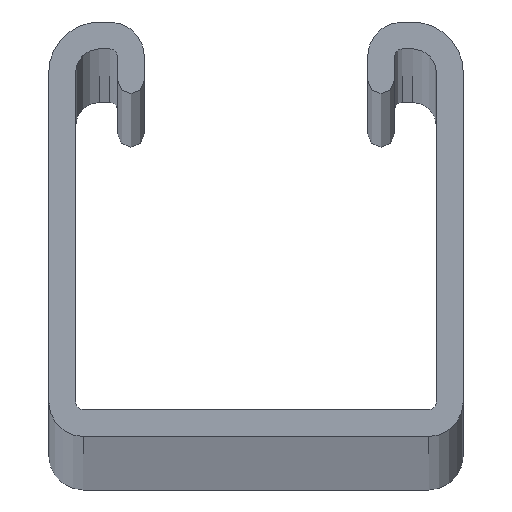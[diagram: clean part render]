
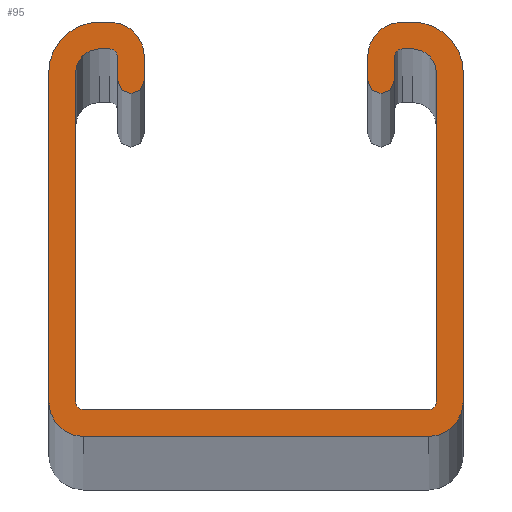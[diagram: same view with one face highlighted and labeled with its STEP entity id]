
A CAD part, top view. The second image highlights one B-rep face of the part: STEP entity #95.
In plain terms, the highlighted planar face has unit normal (0, 0, 1).
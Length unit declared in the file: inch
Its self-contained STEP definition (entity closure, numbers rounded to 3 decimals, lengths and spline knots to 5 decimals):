
#95=ADVANCED_FACE('',(#193),#194,.T.);
#193=FACE_OUTER_BOUND('',#291,.T.);
#194=PLANE('',#292);
#291=EDGE_LOOP('',(#483,#484,#485,#486,#487,#488,#489,#490,#491,#492,#493,#494,#495,#496,#497,#498,#499,#500,#501,#502,#503,#504,#505,#506,#507,#508,#509,#510));
#292=AXIS2_PLACEMENT_3D('',#511,#512,#513);
#483=ORIENTED_EDGE('',*,*,#698,.F.);
#484=ORIENTED_EDGE('',*,*,#661,.F.);
#485=ORIENTED_EDGE('',*,*,#699,.F.);
#486=ORIENTED_EDGE('',*,*,#691,.F.);
#487=ORIENTED_EDGE('',*,*,#656,.F.);
#488=ORIENTED_EDGE('',*,*,#688,.F.);
#489=ORIENTED_EDGE('',*,*,#635,.F.);
#490=ORIENTED_EDGE('',*,*,#644,.F.);
#491=ORIENTED_EDGE('',*,*,#680,.F.);
#492=ORIENTED_EDGE('',*,*,#675,.F.);
#493=ORIENTED_EDGE('',*,*,#700,.F.);
#494=ORIENTED_EDGE('',*,*,#666,.F.);
#495=ORIENTED_EDGE('',*,*,#640,.F.);
#496=ORIENTED_EDGE('',*,*,#621,.F.);
#497=ORIENTED_EDGE('',*,*,#626,.F.);
#498=ORIENTED_EDGE('',*,*,#701,.F.);
#499=ORIENTED_EDGE('',*,*,#648,.F.);
#500=ORIENTED_EDGE('',*,*,#612,.F.);
#501=ORIENTED_EDGE('',*,*,#617,.F.);
#502=ORIENTED_EDGE('',*,*,#702,.F.);
#503=ORIENTED_EDGE('',*,*,#703,.F.);
#504=ORIENTED_EDGE('',*,*,#704,.F.);
#505=ORIENTED_EDGE('',*,*,#683,.F.);
#506=ORIENTED_EDGE('',*,*,#695,.F.);
#507=ORIENTED_EDGE('',*,*,#670,.F.);
#508=ORIENTED_EDGE('',*,*,#705,.F.);
#509=ORIENTED_EDGE('',*,*,#652,.F.);
#510=ORIENTED_EDGE('',*,*,#630,.F.);
#511=CARTESIAN_POINT('',(0.8125,0.71697,120.0));
#512=DIRECTION('',(0.0,0.0,1.0));
#513=DIRECTION('',(1.0,0.0,0.0));
#612=EDGE_CURVE('',#727,#728,#729,.T.);
#617=EDGE_CURVE('',#736,#727,#737,.T.);
#621=EDGE_CURVE('',#742,#743,#744,.T.);
#626=EDGE_CURVE('',#751,#742,#752,.T.);
#630=EDGE_CURVE('',#757,#758,#759,.T.);
#635=EDGE_CURVE('',#766,#767,#768,.T.);
#640=EDGE_CURVE('',#743,#775,#776,.T.);
#644=EDGE_CURVE('',#781,#766,#782,.T.);
#648=EDGE_CURVE('',#728,#787,#788,.T.);
#652=EDGE_CURVE('',#758,#793,#794,.T.);
#656=EDGE_CURVE('',#799,#800,#801,.T.);
#661=EDGE_CURVE('',#808,#809,#810,.T.);
#666=EDGE_CURVE('',#775,#817,#818,.T.);
#670=EDGE_CURVE('',#823,#824,#825,.T.);
#675=EDGE_CURVE('',#832,#833,#834,.T.);
#680=EDGE_CURVE('',#833,#781,#841,.T.);
#683=EDGE_CURVE('',#844,#845,#846,.T.);
#688=EDGE_CURVE('',#767,#799,#853,.T.);
#691=EDGE_CURVE('',#800,#856,#857,.T.);
#695=EDGE_CURVE('',#824,#844,#862,.T.);
#698=EDGE_CURVE('',#809,#757,#865,.T.);
#699=EDGE_CURVE('',#856,#808,#866,.T.);
#700=EDGE_CURVE('',#817,#832,#867,.T.);
#701=EDGE_CURVE('',#787,#751,#868,.T.);
#702=EDGE_CURVE('',#869,#736,#870,.T.);
#703=EDGE_CURVE('',#871,#869,#872,.T.);
#704=EDGE_CURVE('',#845,#871,#873,.T.);
#705=EDGE_CURVE('',#793,#823,#874,.T.);
#727=VERTEX_POINT('',#898);
#728=VERTEX_POINT('',#899);
#729=LINE('',#900,#901);
#736=VERTEX_POINT('',#911);
#737=CIRCLE('',#912,0.13625);
#742=VERTEX_POINT('',#918);
#743=VERTEX_POINT('',#919);
#744=LINE('',#920,#921);
#751=VERTEX_POINT('',#931);
#752=CIRCLE('',#932,0.19875);
#757=VERTEX_POINT('',#938);
#758=VERTEX_POINT('',#939);
#759=LINE('',#940,#941);
#766=VERTEX_POINT('',#951);
#767=VERTEX_POINT('',#952);
#768=CIRCLE('',#953,0.09375);
#775=VERTEX_POINT('',#962);
#776=CIRCLE('',#963,0.13625);
#781=VERTEX_POINT('',#969);
#782=LINE('',#970,#971);
#787=VERTEX_POINT('',#978);
#788=CIRCLE('',#979,0.13625);
#793=VERTEX_POINT('',#985);
#794=CIRCLE('',#986,0.03125);
#799=VERTEX_POINT('',#992);
#800=VERTEX_POINT('',#993);
#801=CIRCLE('',#994,0.03125);
#808=VERTEX_POINT('',#1003);
#809=VERTEX_POINT('',#1004);
#810=LINE('',#1005,#1006);
#817=VERTEX_POINT('',#1016);
#818=LINE('',#1017,#1018);
#823=VERTEX_POINT('',#1025);
#824=VERTEX_POINT('',#1026);
#825=CIRCLE('',#1027,0.0525);
#832=VERTEX_POINT('',#1036);
#833=VERTEX_POINT('',#1037);
#834=LINE('',#1038,#1039);
#841=CIRCLE('',#1049,0.03125);
#844=VERTEX_POINT('',#1052);
#845=VERTEX_POINT('',#1053);
#846=CIRCLE('',#1054,0.13625);
#853=LINE('',#1063,#1064);
#856=VERTEX_POINT('',#1068);
#857=LINE('',#1069,#1070);
#862=LINE('',#1077,#1078);
#865=CIRCLE('',#1082,0.09375);
#866=CIRCLE('',#1083,0.03125);
#867=CIRCLE('',#1084,0.0525);
#868=LINE('',#1085,#1086);
#869=VERTEX_POINT('',#1087);
#870=LINE('',#1088,#1089);
#871=VERTEX_POINT('',#1090);
#872=CIRCLE('',#1091,0.19875);
#873=LINE('',#1092,#1093);
#874=LINE('',#1094,#1095);
#898=CARTESIAN_POINT('',(1.48875,0.0,120.0));
#899=CARTESIAN_POINT('',(0.13625,0.0,120.0));
#900=CARTESIAN_POINT('',(0.13625,0.0,120.0));
#901=VECTOR('',#1124,1.0);
#911=CARTESIAN_POINT('',(1.625,0.13625,120.0));
#912=AXIS2_PLACEMENT_3D('',#1128,#1129,#1130);
#918=CARTESIAN_POINT('',(0.19875,1.625,120.0));
#919=CARTESIAN_POINT('',(0.23875,1.625,120.0));
#920=CARTESIAN_POINT('',(0.23875,1.625,120.0));
#921=VECTOR('',#1135,1.0);
#931=CARTESIAN_POINT('',(0.,1.42625,120.0));
#932=AXIS2_PLACEMENT_3D('',#1139,#1140,#1141);
#938=CARTESIAN_POINT('',(1.42625,1.52,120.0));
#939=CARTESIAN_POINT('',(1.38625,1.52,120.0));
#940=CARTESIAN_POINT('',(1.38625,1.52,120.0));
#941=VECTOR('',#1146,1.0);
#951=CARTESIAN_POINT('',(0.19875,1.52,120.0));
#952=CARTESIAN_POINT('',(0.105,1.42625,120.0));
#953=AXIS2_PLACEMENT_3D('',#1150,#1151,#1152);
#962=CARTESIAN_POINT('',(0.375,1.48875,120.0));
#963=AXIS2_PLACEMENT_3D('',#1158,#1159,#1160);
#969=CARTESIAN_POINT('',(0.23875,1.52,120.0));
#970=CARTESIAN_POINT('',(0.19875,1.52,120.0));
#971=VECTOR('',#1165,1.0);
#978=CARTESIAN_POINT('',(0.0,0.13625,120.0));
#979=AXIS2_PLACEMENT_3D('',#1168,#1169,#1170);
#985=CARTESIAN_POINT('',(1.355,1.48875,120.0));
#986=AXIS2_PLACEMENT_3D('',#1175,#1176,#1177);
#992=CARTESIAN_POINT('',(0.105,0.13625,120.0));
#993=CARTESIAN_POINT('',(0.13625,0.105,120.0));
#994=AXIS2_PLACEMENT_3D('',#1182,#1183,#1184);
#1003=CARTESIAN_POINT('',(1.52,0.13625,120.0));
#1004=CARTESIAN_POINT('',(1.52,1.42625,120.0));
#1005=CARTESIAN_POINT('',(1.52,1.42625,120.0));
#1006=VECTOR('',#1190,1.0);
#1016=CARTESIAN_POINT('',(0.375,1.3965,120.0));
#1017=CARTESIAN_POINT('',(0.375,1.3965,120.0));
#1018=VECTOR('',#1194,1.0);
#1025=CARTESIAN_POINT('',(1.355,1.3965,120.0));
#1026=CARTESIAN_POINT('',(1.25,1.3965,120.0));
#1027=AXIS2_PLACEMENT_3D('',#1197,#1198,#1199);
#1036=CARTESIAN_POINT('',(0.27,1.3965,120.0));
#1037=CARTESIAN_POINT('',(0.27,1.48875,120.0));
#1038=CARTESIAN_POINT('',(0.27,1.48875,120.0));
#1039=VECTOR('',#1205,1.0);
#1049=AXIS2_PLACEMENT_3D('',#1209,#1210,#1211);
#1052=CARTESIAN_POINT('',(1.25,1.48875,120.0));
#1053=CARTESIAN_POINT('',(1.38625,1.625,120.0));
#1054=AXIS2_PLACEMENT_3D('',#1215,#1216,#1217);
#1063=CARTESIAN_POINT('',(0.105,0.13625,120.0));
#1064=VECTOR('',#1223,1.0);
#1068=CARTESIAN_POINT('',(1.48875,0.105,120.0));
#1069=CARTESIAN_POINT('',(1.48875,0.105,120.0));
#1070=VECTOR('',#1225,1.0);
#1077=CARTESIAN_POINT('',(1.25,1.48875,120.0));
#1078=VECTOR('',#1228,1.0);
#1082=AXIS2_PLACEMENT_3D('',#1230,#1231,#1232);
#1083=AXIS2_PLACEMENT_3D('',#1233,#1234,#1235);
#1084=AXIS2_PLACEMENT_3D('',#1236,#1237,#1238);
#1085=CARTESIAN_POINT('',(0.,1.42625,120.0));
#1086=VECTOR('',#1239,1.0);
#1087=CARTESIAN_POINT('',(1.625,1.42625,120.0));
#1088=CARTESIAN_POINT('',(1.625,0.13625,120.0));
#1089=VECTOR('',#1240,1.0);
#1090=CARTESIAN_POINT('',(1.42625,1.625,120.0));
#1091=AXIS2_PLACEMENT_3D('',#1241,#1242,#1243);
#1092=CARTESIAN_POINT('',(1.42625,1.625,120.0));
#1093=VECTOR('',#1244,1.0);
#1094=CARTESIAN_POINT('',(1.355,1.3965,120.0));
#1095=VECTOR('',#1245,1.0);
#1124=DIRECTION('',(-1.0,-0.0,-0.0));
#1128=CARTESIAN_POINT('',(1.48875,0.13625,120.0));
#1129=DIRECTION('',(0.0,0.0,-1.0));
#1130=DIRECTION('',(1.0,0.0,0.0));
#1135=DIRECTION('',(1.0,0.,0.0));
#1139=CARTESIAN_POINT('',(0.19875,1.42625,120.0));
#1140=DIRECTION('',(0.0,0.0,-1.0));
#1141=DIRECTION('',(1.0,0.0,0.0));
#1146=DIRECTION('',(-1.0,-0.0,-0.0));
#1150=CARTESIAN_POINT('',(0.19875,1.42625,120.0));
#1151=DIRECTION('',(0.0,0.0,1.0));
#1152=DIRECTION('',(1.0,0.0,0.0));
#1158=CARTESIAN_POINT('',(0.23875,1.48875,120.0));
#1159=DIRECTION('',(0.0,0.0,-1.0));
#1160=DIRECTION('',(1.0,0.0,0.0));
#1165=DIRECTION('',(-1.0,0.,-0.0));
#1168=CARTESIAN_POINT('',(0.13625,0.13625,120.0));
#1169=DIRECTION('',(0.0,0.0,-1.0));
#1170=DIRECTION('',(1.0,0.0,0.0));
#1175=CARTESIAN_POINT('',(1.38625,1.48875,120.0));
#1176=DIRECTION('',(0.0,0.0,1.0));
#1177=DIRECTION('',(1.0,0.0,0.0));
#1182=CARTESIAN_POINT('',(0.13625,0.13625,120.0));
#1183=DIRECTION('',(0.0,0.0,1.0));
#1184=DIRECTION('',(1.0,0.0,0.0));
#1190=DIRECTION('',(0.0,1.0,0.0));
#1194=DIRECTION('',(0.,-1.0,0.0));
#1197=CARTESIAN_POINT('',(1.3025,1.3965,120.0));
#1198=DIRECTION('',(0.0,0.0,-1.0));
#1199=DIRECTION('',(1.0,0.0,0.0));
#1205=DIRECTION('',(0.,1.0,0.0));
#1209=CARTESIAN_POINT('',(0.23875,1.48875,120.0));
#1210=DIRECTION('',(0.0,0.0,1.0));
#1211=DIRECTION('',(1.0,0.0,0.0));
#1215=CARTESIAN_POINT('',(1.38625,1.48875,120.0));
#1216=DIRECTION('',(0.0,0.0,-1.0));
#1217=DIRECTION('',(1.0,0.0,0.0));
#1223=DIRECTION('',(-0.0,-1.0,-0.0));
#1225=DIRECTION('',(1.0,0.0,0.0));
#1228=DIRECTION('',(0.0,1.0,0.0));
#1230=CARTESIAN_POINT('',(1.42625,1.42625,120.0));
#1231=DIRECTION('',(0.0,0.0,1.0));
#1232=DIRECTION('',(1.0,0.0,0.0));
#1233=CARTESIAN_POINT('',(1.48875,0.13625,120.0));
#1234=DIRECTION('',(0.0,0.0,1.0));
#1235=DIRECTION('',(1.0,0.0,0.0));
#1236=CARTESIAN_POINT('',(0.3225,1.3965,120.0));
#1237=DIRECTION('',(0.0,0.0,-1.0));
#1238=DIRECTION('',(1.0,0.0,0.0));
#1239=DIRECTION('',(0.,1.0,0.0));
#1240=DIRECTION('',(0.,-1.0,0.0));
#1241=CARTESIAN_POINT('',(1.42625,1.42625,120.0));
#1242=DIRECTION('',(0.0,0.0,-1.0));
#1243=DIRECTION('',(1.0,0.0,0.0));
#1244=DIRECTION('',(1.0,0.0,0.0));
#1245=DIRECTION('',(-0.0,-1.0,-0.0));
